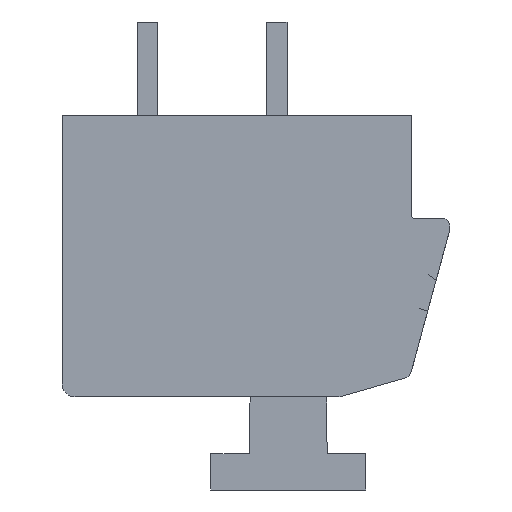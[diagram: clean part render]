
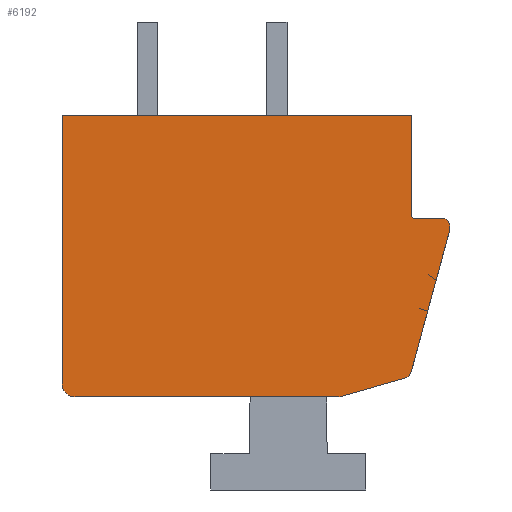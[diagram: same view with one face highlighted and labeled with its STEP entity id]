
A CAD part, front view. The second image highlights one B-rep face of the part: STEP entity #6192.
In plain terms, the highlighted planar face has unit normal (0, -1, 0).
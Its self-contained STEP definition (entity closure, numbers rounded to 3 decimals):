
#1=CARTESIAN_POINT('',(7.2,-71.25,1.15));
#2=DIRECTION('',(0.,-1.,0.));
#3=DIRECTION('',(1.,0.,0.));
#4=AXIS2_PLACEMENT_3D('',#1,#2,#3);
#6=DIRECTION('',(0.,0.,-1.));
#7=VECTOR('',#6,0.119);
#8=CARTESIAN_POINT('',(7.5,-71.25,1.15));
#9=LINE('',#8,#7);
#10=DIRECTION('',(0.262,0.,0.965));
#11=VECTOR('',#10,5.739);
#12=CARTESIAN_POINT('',(5.994,-71.25,-4.507));
#13=LINE('',#12,#11);
#14=CARTESIAN_POINT('',(5.705,-71.25,-4.428));
#15=DIRECTION('',(0.,-1.,0.));
#16=DIRECTION('',(0.274,0.,-0.962));
#17=AXIS2_PLACEMENT_3D('',#14,#15,#16);
#19=DIRECTION('',(0.962,0.,0.274));
#20=VECTOR('',#19,2.679);
#21=CARTESIAN_POINT('',(3.21,-71.25,-5.45));
#22=LINE('',#21,#20);
#23=DIRECTION('',(-1.,0.,0.));
#24=VECTOR('',#23,10.21);
#25=CARTESIAN_POINT('',(3.21,-71.25,-5.45));
#26=LINE('',#25,#24);
#27=CARTESIAN_POINT('',(-7.,-71.25,-4.95));
#28=DIRECTION('',(0.,-1.,0.));
#29=DIRECTION('',(-1.,0.,0.));
#30=AXIS2_PLACEMENT_3D('',#27,#28,#29);
#32=DIRECTION('',(0.,0.,1.));
#33=VECTOR('',#32,10.4);
#34=CARTESIAN_POINT('',(-7.5,-71.25,-4.95));
#35=LINE('',#34,#33);
#36=DIRECTION('',(1.,0.,0.));
#37=VECTOR('',#36,13.5);
#38=CARTESIAN_POINT('',(-7.5,-71.25,5.45));
#39=LINE('',#38,#37);
#40=DIRECTION('',(0.,0.,-1.));
#41=VECTOR('',#40,3.85);
#42=CARTESIAN_POINT('',(6.,-71.25,5.45));
#43=LINE('',#42,#41);
#44=DIRECTION('',(1.,0.,0.));
#45=VECTOR('',#44,1.05);
#46=CARTESIAN_POINT('',(6.15,-71.25,1.45));
#47=LINE('',#46,#45);
#60=CARTESIAN_POINT('',(6.15,-71.25,1.6));
#61=DIRECTION('',(0.,1.,0.));
#62=DIRECTION('',(0.,0.,-1.));
#63=AXIS2_PLACEMENT_3D('',#60,#61,#62);
#4933=CARTESIAN_POINT('',(-7.5,-71.25,5.45));
#4934=CARTESIAN_POINT('',(6.,-71.25,5.45));
#4935=VERTEX_POINT('',#4933);
#4936=VERTEX_POINT('',#4934);
#4937=CARTESIAN_POINT('',(6.,-71.25,1.6));
#4938=VERTEX_POINT('',#4937);
#4939=CARTESIAN_POINT('',(6.15,-71.25,1.45));
#4940=VERTEX_POINT('',#4939);
#4941=CARTESIAN_POINT('',(7.5,-71.25,1.15));
#4942=CARTESIAN_POINT('',(7.2,-71.25,1.45));
#4943=VERTEX_POINT('',#4941);
#4944=VERTEX_POINT('',#4942);
#4945=CARTESIAN_POINT('',(5.787,-71.25,-4.716));
#4946=CARTESIAN_POINT('',(5.994,-71.25,-4.507));
#4947=VERTEX_POINT('',#4945);
#4948=VERTEX_POINT('',#4946);
#4949=CARTESIAN_POINT('',(-7.5,-71.25,-4.95));
#4950=CARTESIAN_POINT('',(-7.,-71.25,-5.45));
#4951=VERTEX_POINT('',#4949);
#4952=VERTEX_POINT('',#4950);
#4953=CARTESIAN_POINT('',(3.21,-71.25,-5.45));
#4954=VERTEX_POINT('',#4953);
#4955=CARTESIAN_POINT('',(7.5,-71.25,1.031));
#4956=VERTEX_POINT('',#4955);
#6161=CARTESIAN_POINT('',(0.,-71.25,0.));
#6162=DIRECTION('',(0.,1.,0.));
#6163=DIRECTION('',(1.,0.,0.));
#6164=AXIS2_PLACEMENT_3D('',#6161,#6162,#6163);
#6165=PLANE('',#6164);
#6167=ORIENTED_EDGE('',*,*,#6166,.F.);
#6169=ORIENTED_EDGE('',*,*,#6168,.T.);
#6171=ORIENTED_EDGE('',*,*,#6170,.F.);
#6173=ORIENTED_EDGE('',*,*,#6172,.F.);
#6175=ORIENTED_EDGE('',*,*,#6174,.F.);
#6177=ORIENTED_EDGE('',*,*,#6176,.T.);
#6179=ORIENTED_EDGE('',*,*,#6178,.F.);
#6181=ORIENTED_EDGE('',*,*,#6180,.T.);
#6183=ORIENTED_EDGE('',*,*,#6182,.T.);
#6185=ORIENTED_EDGE('',*,*,#6184,.T.);
#6187=ORIENTED_EDGE('',*,*,#6186,.F.);
#6189=ORIENTED_EDGE('',*,*,#6188,.T.);
#6190=EDGE_LOOP('',(#6167,#6169,#6171,#6173,#6175,#6177,#6179,#6181,#6183,#6185,
#6187,#6189));
#6191=FACE_OUTER_BOUND('',#6190,.F.);
#6192=ADVANCED_FACE('',(#6191),#6165,.F.);
#5=CIRCLE('',#4,0.3);
#18=CIRCLE('',#17,0.3);
#31=CIRCLE('',#30,0.5);
#64=CIRCLE('',#63,0.15);
#6166=EDGE_CURVE('',#4943,#4944,#5,.T.);
#6168=EDGE_CURVE('',#4943,#4956,#9,.T.);
#6170=EDGE_CURVE('',#4948,#4956,#13,.T.);
#6172=EDGE_CURVE('',#4947,#4948,#18,.T.);
#6174=EDGE_CURVE('',#4954,#4947,#22,.T.);
#6176=EDGE_CURVE('',#4954,#4952,#26,.T.);
#6178=EDGE_CURVE('',#4951,#4952,#31,.T.);
#6180=EDGE_CURVE('',#4951,#4935,#35,.T.);
#6182=EDGE_CURVE('',#4935,#4936,#39,.T.);
#6184=EDGE_CURVE('',#4936,#4938,#43,.T.);
#6186=EDGE_CURVE('',#4940,#4938,#64,.T.);
#6188=EDGE_CURVE('',#4940,#4944,#47,.T.);
